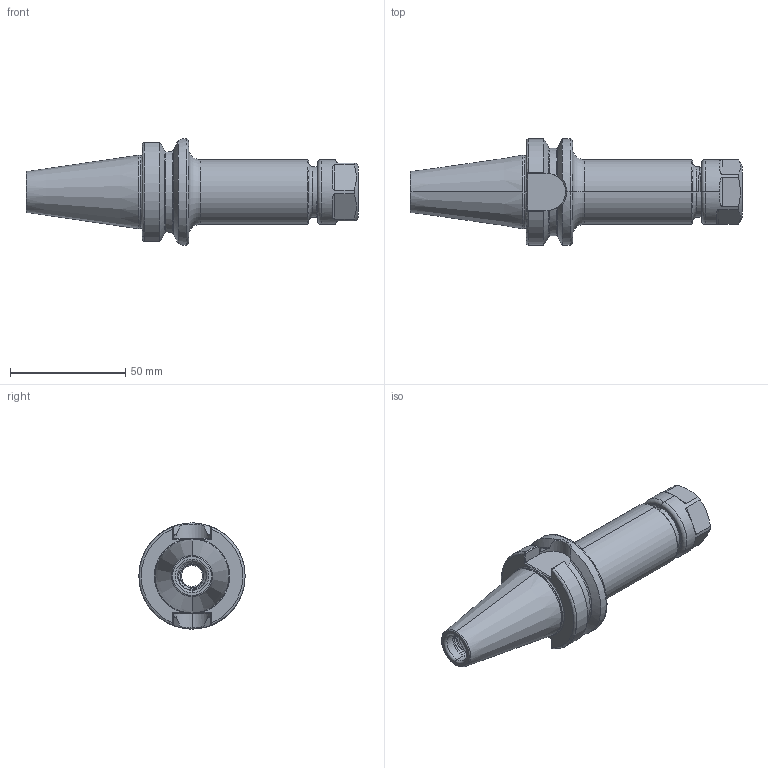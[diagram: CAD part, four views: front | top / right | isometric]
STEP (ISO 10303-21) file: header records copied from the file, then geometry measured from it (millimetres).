
FILE_DESCRIPTION (( 'STEP AP203' ), '1' );
FILE_NAME ('305.02.10.1.STEP', '2016-11-25T10:03:51', ( '' ), ( '' ), 'SwSTEP 2.0', 'SolidWorks 2012', '' );
FILE_SCHEMA (( 'CONFIG_CONTROL_DESIGN' ));
Length unit declared in the file: millimetre
Products named in the file (3): 2-01.000.0160180C7_ER16螺帽(六角); 305.02.10.1
Assembly tree (2 placements, depth 2):
  305.02.10.1
    305.02.10.1
    2-01.000.0160180C7_ER16螺帽(六角)
Bounding box: 143.8 x 46 x 46 mm (x, y, z)
Volume: 82841 mm3; surface area: 25044.7 mm2
Topology: 2 solids, 2 shells, 249 faces, 649 edges, 405 vertices
Faces by surface type: cylinder 106, plane 49, torus 47, cone 25, bspline 22
Entity records: 15234 total; most frequent: CARTESIAN_POINT 9450, ORIENTED_EDGE 1294, DIRECTION 1029, EDGE_CURVE 647, AXIS2_PLACEMENT_3D 417, VERTEX_POINT 405, EDGE_LOOP 256, FACE_OUTER_BOUND 249
